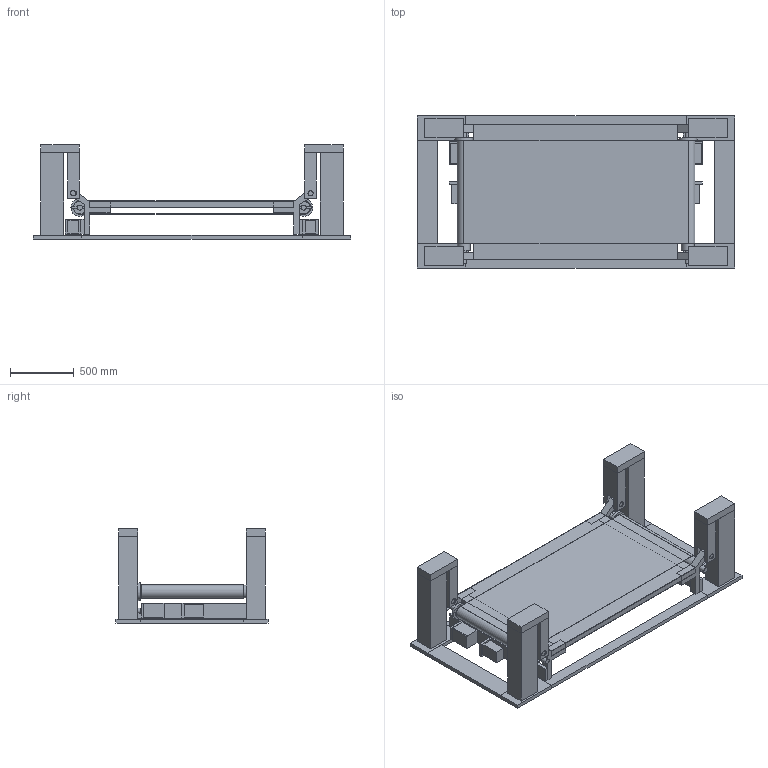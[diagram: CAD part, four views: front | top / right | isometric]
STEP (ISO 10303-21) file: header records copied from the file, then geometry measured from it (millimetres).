
FILE_DESCRIPTION(/* description */ ('STEP AP214'),/* implementation_level */ '2;1');
FILE_NAME(/* name */ '60eeb88c0b499626131f8d42',/* time_stamp */ '2021-07-14T10:12:30+00:00',/* author */ (''),/* organization */ (''),/* preprocessor_version */ 'ST-DEVELOPER v18.1',/* originating_system */ ' ',/* authorisation */ ' ');
FILE_SCHEMA (('AUTOMOTIVE_DESIGN {1 0 10303 214 3 1 1}'));
Length unit declared in the file: metre
Products named in the file (53): treadmill_export; Part 19; Part 26; Part 14; Part 25; Part 21; Part 15; Part 22; Part 6; Part 28; Part 32; Part 4; Part 16; Part 12; Part 10; Part 11; Part 24; Part 7; Part 2; Part 18; Part 9; Part 5; Part 17; Part 13; Part 23; Part 3; Part 1; Part 30; Part 27; Part 20; Part 8; Part 31; Part 29
Assembly tree (52 placements, depth 2):
  treadmill_export
    Part 19
    Part 26
    Part 14
    Part 25
    Part 21
    Part 15
    Part 22
    Part 6
    Part 28
    Part 32
    Part 4
    Part 16
    Part 12
    Part 16
    Part 10
    Part 12
    Part 11
    Part 24
    Part 7
    Part 7
    Part 2
    Part 18
    Part 9
    Part 5
    Part 17
    Part 10
    Part 9
    Part 13
    Part 6
    Part 18
    Part 23
    Part 13
    Part 19
    Part 3
    Part 1
    Part 11
    Part 2
    Part 5
    Part 17
    Part 30
    Part 27
    Part 14
    Part 20
    Part 8
    Part 31
    Part 29
    Part 1
    Part 15
    Part 8
    Part 20
    Part 4
    Part 3
Bounding box: 2486.8 x 1190.7 x 740 mm (x, y, z)
Volume: 249762225.8 mm3; surface area: 24729530.1 mm2
Topology: 52 solids, 52 shells, 430 faces, 941 edges, 624 vertices
Faces by surface type: plane 373, cylinder 57
Full cylindrical faces by diameter (mm): 16 x9, 20 x4, 40 x18, 60 x2, 100 x2, 140 x2
Entity records: 12889 total; most frequent: CARTESIAN_POINT 2127, DIRECTION 1962, ORIENTED_EDGE 1780, EDGE_CURVE 890, LINE 768, VECTOR 768, VERTEX_POINT 610, AXIS2_PLACEMENT_3D 597
